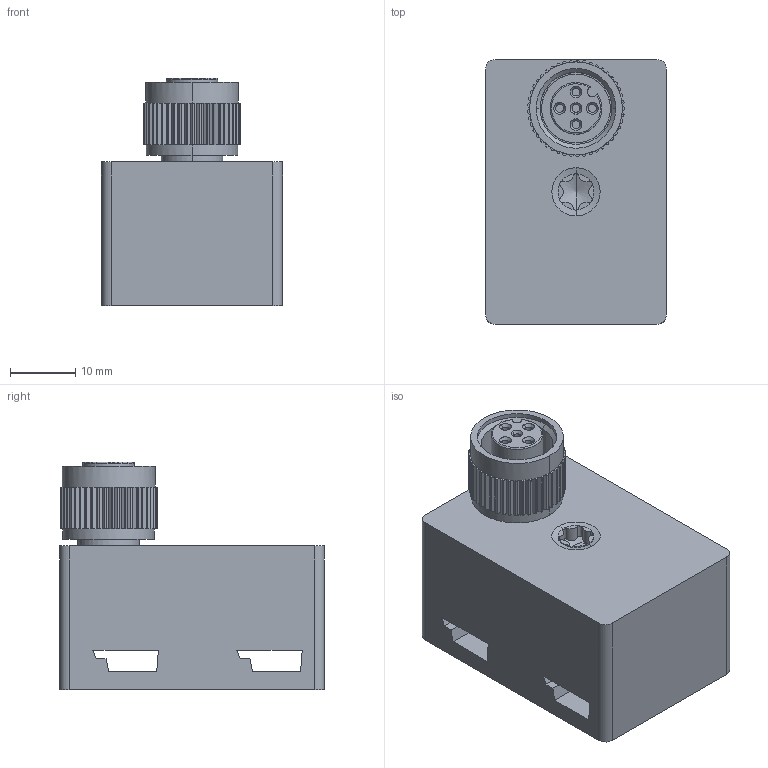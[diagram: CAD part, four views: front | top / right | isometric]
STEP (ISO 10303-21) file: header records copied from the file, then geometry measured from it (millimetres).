
FILE_DESCRIPTION((''),'2;1');
FILE_NAME('ASM0001_SW0002','2012-02-02T',('dhelisch'),(''),'PRO/ENGINEER BY PARAMETRIC TECHNOLOGY CORPORATION, 2007250','PRO/ENGINEER BY PARAMETRIC TECHNOLOGY CORPORATION, 2007250','');
FILE_SCHEMA(('CONFIG_CONTROL_DESIGN'));
Length unit declared in the file: millimetre
Products named in the file (1): ASM0001_SW0002
Bounding box: 27.7 x 40.5 x 34.8 mm (x, y, z)
Volume: 24241.8 mm3; surface area: 8549.3 mm2
Topology: 2 solids, 2 shells, 392 faces, 946 edges, 570 vertices
Faces by surface type: plane 266, cylinder 105, cone 16, bspline 4, torus 1
Entity records: 12828 total; most frequent: CARTESIAN_POINT 2869, DIRECTION 2036, ORIENTED_EDGE 1888, EDGE_CURVE 944, AXIS2_PLACEMENT_3D 744, VERTEX_POINT 570, VECTOR 548, LINE 548
